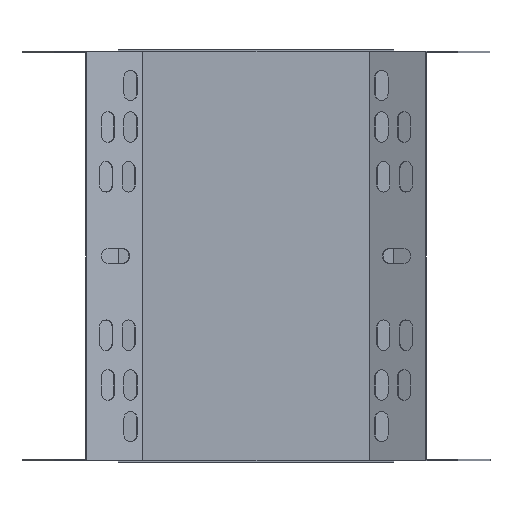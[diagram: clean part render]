
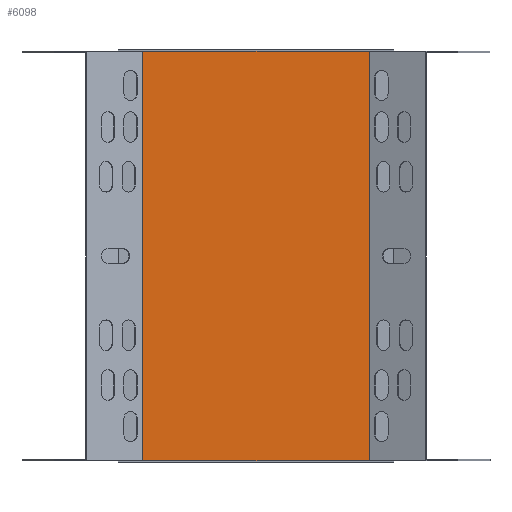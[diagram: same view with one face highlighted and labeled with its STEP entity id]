
A CAD part, front view. The second image highlights one B-rep face of the part: STEP entity #6098.
In plain terms, the highlighted planar face has unit normal (0, -1, 0).
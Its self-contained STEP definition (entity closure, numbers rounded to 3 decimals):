
#66 = CARTESIAN_POINT ( 'NONE',  ( 55.75, -61., -99. ) ) ;
#730 = EDGE_CURVE ( 'NONE', #3318, #5896, #2974, .T. ) ;
#828 = EDGE_CURVE ( 'NONE', #6867, #2012, #1471, .T. ) ;
#1464 = VECTOR ( 'NONE', #5238, 1000. ) ;
#1471 = LINE ( 'NONE', #66, #1464 ) ;
#1616 = CARTESIAN_POINT ( 'NONE',  ( -55.75, -61., -100.8 ) ) ;
#1939 = DIRECTION ( 'NONE',  ( 0., 0., 1. ) ) ;
#1963 = CARTESIAN_POINT ( 'NONE',  ( 55.75, -61., 100.8 ) ) ;
#2012 = VERTEX_POINT ( 'NONE', #1963 ) ;
#2110 = CARTESIAN_POINT ( 'NONE',  ( 56.881, -61., 100.8 ) ) ;
#2407 = CARTESIAN_POINT ( 'NONE',  ( 55.75, -61., -100.8 ) ) ;
#2455 = ORIENTED_EDGE ( 'NONE', *, *, #730, .F. ) ;
#2628 = DIRECTION ( 'NONE',  ( -1., 0., 0. ) ) ;
#2635 = PLANE ( 'NONE',  #3170 ) ;
#2654 = ORIENTED_EDGE ( 'NONE', *, *, #2764, .T. ) ;
#2667 = CARTESIAN_POINT ( 'NONE',  ( -55.75, -61., -99. ) ) ;
#2724 = VECTOR ( 'NONE', #1939, 1000. ) ;
#2759 = DIRECTION ( 'NONE',  ( 0., -1., 0. ) ) ;
#2764 = EDGE_CURVE ( 'NONE', #2012, #5896, #4783, .T. ) ;
#2777 = EDGE_LOOP ( 'NONE', ( #2455, #5936, #6150, #2654 ) ) ;
#2974 = LINE ( 'NONE', #4336, #2724 ) ;
#3170 = AXIS2_PLACEMENT_3D ( 'NONE', #2667, #2759, #2628 ) ;
#3235 = VECTOR ( 'NONE', #6019, 1000. ) ;
#3318 = VERTEX_POINT ( 'NONE', #1616 ) ;
#3405 = CARTESIAN_POINT ( 'NONE',  ( -55.75, -61., 100.8 ) ) ;
#3499 = LINE ( 'NONE', #6034, #3235 ) ;
#4336 = CARTESIAN_POINT ( 'NONE',  ( -55.75, -61., -99. ) ) ;
#4429 = EDGE_CURVE ( 'NONE', #3318, #6867, #3499, .T. ) ;
#4453 = VECTOR ( 'NONE', #6172, 1000. ) ;
#4783 = LINE ( 'NONE', #2110, #4453 ) ;
#5238 = DIRECTION ( 'NONE',  ( 0., 0., 1. ) ) ;
#5896 = VERTEX_POINT ( 'NONE', #3405 ) ;
#5936 = ORIENTED_EDGE ( 'NONE', *, *, #4429, .T. ) ;
#6019 = DIRECTION ( 'NONE',  ( 1., 0., 0. ) ) ;
#6034 = CARTESIAN_POINT ( 'NONE',  ( -56.881, -61., -100.8 ) ) ;
#6098 = ADVANCED_FACE ( 'NONE', ( #6274 ), #2635, .T. ) ;
#6150 = ORIENTED_EDGE ( 'NONE', *, *, #828, .T. ) ;
#6172 = DIRECTION ( 'NONE',  ( -1., 0., 0. ) ) ;
#6274 = FACE_OUTER_BOUND ( 'NONE', #2777, .T. ) ;
#6867 = VERTEX_POINT ( 'NONE', #2407 ) ;
